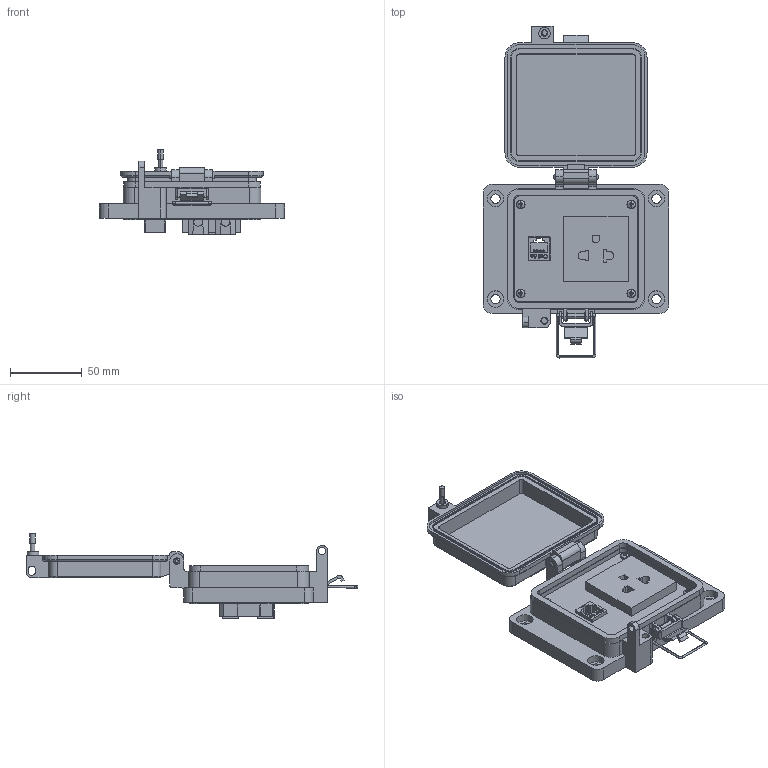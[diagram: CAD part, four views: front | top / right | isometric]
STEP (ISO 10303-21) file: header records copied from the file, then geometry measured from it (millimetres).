
FILE_DESCRIPTION (( 'STEP AP203' ), '1' );
FILE_NAME ('P-R2-K3RW0_3D.STEP', '2022-10-31T16:08:38', ( '' ), ( '' ), 'SwSTEP 2.0', 'SolidWorks 2021', '' );
FILE_SCHEMA (( 'CONFIG_CONTROL_DESIGN' ));
Length unit declared in the file: millimetre
Products named in the file (12): -K3; P-R2-K3RW0_FP060_1; Z-200-OTLT-RW; 92005A124_METRIC PAN HEAD PHILLIPS MACHINE SCREW_92005A124; RW; P-R2-K3RW0_BP180_1; P-R2-K3RW0_3D; P-R2-K3RW0_TP060_1; Z-000-4243316TFP; Z-300-RJ45CAT5; R2; Z-H-K3_B
Assembly tree (15 placements, depth 3):
  P-R2-K3RW0_3D
    -K3
      Z-H-K3_B
    P-R2-K3RW0_BP180_1
    P-R2-K3RW0_FP060_1
    P-R2-K3RW0_TP060_1
    Z-000-4243316TFP  x2
    R2
      Z-300-RJ45CAT5
    RW
      Z-200-OTLT-RW
    92005A124_METRIC PAN HEAD PHILLIPS MACHINE SCREW_92005A124  x4
Bounding box: 129 x 231.18 x 59.06 mm (x, y, z)
Volume: 214055.3 mm3; surface area: 110366.1 mm2
Topology: 21 solids, 21 shells, 1867 faces, 5219 edges, 3456 vertices
Faces by surface type: cylinder 907, plane 696, bspline 162, cone 62, torus 32, sphere 8
Entity records: 49434 total; most frequent: CARTESIAN_POINT 16979, ORIENTED_EDGE 6948, DIRECTION 5858, EDGE_CURVE 3474, VERTEX_POINT 2299, VECTOR 2090, LINE 2090, AXIS2_PLACEMENT_3D 1884
